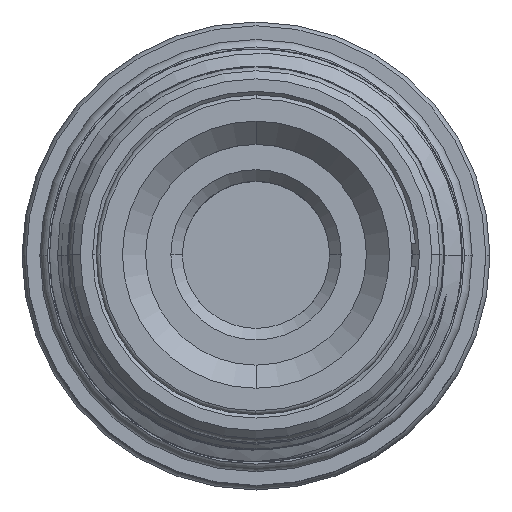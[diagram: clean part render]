
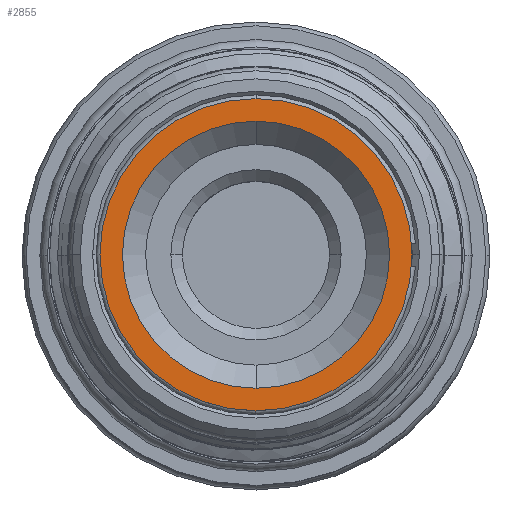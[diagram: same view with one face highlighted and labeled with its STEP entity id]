
A CAD part, top view. The second image highlights one B-rep face of the part: STEP entity #2855.
In plain terms, the highlighted planar face has unit normal (0, 0, 1).
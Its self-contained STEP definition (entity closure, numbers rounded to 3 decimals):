
#2855 = ADVANCED_FACE ( 'NONE', ( #15657, #15725 ), #14530, .F. ) ;
#4747 = ORIENTED_EDGE ( 'NONE', *, *, #18150, .T. ) ;
#4752 = ORIENTED_EDGE ( 'NONE', *, *, #18149, .F. ) ;
#4755 = ORIENTED_EDGE ( 'NONE', *, *, #18577, .T. ) ;
#4967 = ORIENTED_EDGE ( 'NONE', *, *, #18620, .F. ) ;
#5138 = VERTEX_POINT ( 'NONE', #7840 ) ;
#5191 = VERTEX_POINT ( 'NONE', #7893 ) ;
#5242 = VERTEX_POINT ( 'NONE', #7944 ) ;
#5263 = VERTEX_POINT ( 'NONE', #7965 ) ;
#6488 = CARTESIAN_POINT ( 'NONE',  ( 0., 0., 108.85 ) ) ;
#6489 = DIRECTION ( 'NONE',  ( 0., 0., -1. ) ) ;
#6490 = DIRECTION ( 'NONE',  ( 0., 1., 0. ) ) ;
#6603 = CARTESIAN_POINT ( 'NONE',  ( 0., 0., 108.85 ) ) ;
#6604 = DIRECTION ( 'NONE',  ( 0., 0., -1. ) ) ;
#6605 = DIRECTION ( 'NONE',  ( 0., 1., 0. ) ) ;
#7840 = CARTESIAN_POINT ( 'NONE',  ( 0., 13.47, 108.85 ) ) ;
#7893 = CARTESIAN_POINT ( 'NONE',  ( 0., 11.525, 108.85 ) ) ;
#7944 = CARTESIAN_POINT ( 'NONE',  ( 0., -11.525, 108.85 ) ) ;
#7965 = CARTESIAN_POINT ( 'NONE',  ( 0., -13.47, 108.85 ) ) ;
#9224 = CARTESIAN_POINT ( 'NONE',  ( 0., 0., 108.85 ) ) ;
#9225 = DIRECTION ( 'NONE',  ( 0., 0., -1. ) ) ;
#9226 = DIRECTION ( 'NONE',  ( 0., 1., 0. ) ) ;
#9229 = CARTESIAN_POINT ( 'NONE',  ( 0., 0., 108.85 ) ) ;
#9230 = DIRECTION ( 'NONE',  ( 0., 0., -1. ) ) ;
#9231 = DIRECTION ( 'NONE',  ( 0., 1., 0. ) ) ;
#10044 = EDGE_LOOP ( 'NONE', ( #4967, #4752 ) ) ;
#10263 = EDGE_LOOP ( 'NONE', ( #4755, #4747 ) ) ;
#12802 = AXIS2_PLACEMENT_3D ( 'NONE', #9224, #9225, #9226 ) ;
#12906 = AXIS2_PLACEMENT_3D ( 'NONE', #9229, #9230, #9231 ) ;
#12959 = AXIS2_PLACEMENT_3D ( 'NONE', #14527, #14532, #14533 ) ;
#13354 = CIRCLE ( 'NONE', #18057, 11.525 ) ;
#13712 = CIRCLE ( 'NONE', #17716, 13.47 ) ;
#14527 = CARTESIAN_POINT ( 'NONE',  ( 13.47, 0., 108.85 ) ) ;
#14530 = PLANE ( 'NONE',  #12959 ) ;
#14532 = DIRECTION ( 'NONE',  ( 0., 0., -1. ) ) ;
#14533 = DIRECTION ( 'NONE',  ( 0., 1., 0. ) ) ;
#15119 = CIRCLE ( 'NONE', #12802, 13.47 ) ;
#15307 = CIRCLE ( 'NONE', #12906, 11.525 ) ;
#15657 = FACE_BOUND ( 'NONE', #10263, .T. ) ;
#15725 = FACE_OUTER_BOUND ( 'NONE', #10044, .T. ) ;
#17716 = AXIS2_PLACEMENT_3D ( 'NONE', #6603, #6604, #6605 ) ;
#18057 = AXIS2_PLACEMENT_3D ( 'NONE', #6488, #6489, #6490 ) ;
#18149 = EDGE_CURVE ( 'NONE', #5263, #5138, #15119, .T. ) ;
#18150 = EDGE_CURVE ( 'NONE', #5191, #5242, #15307, .T. ) ;
#18577 = EDGE_CURVE ( 'NONE', #5242, #5191, #13354, .T. ) ;
#18620 = EDGE_CURVE ( 'NONE', #5138, #5263, #13712, .T. ) ;
